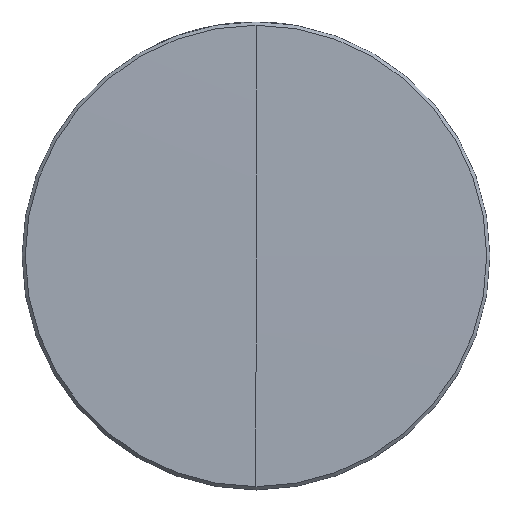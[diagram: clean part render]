
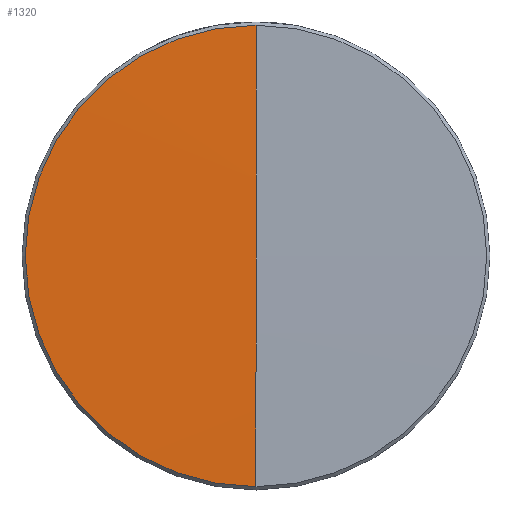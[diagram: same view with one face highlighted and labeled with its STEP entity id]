
A CAD part, top view. The second image highlights one B-rep face of the part: STEP entity #1320.
In plain terms, the highlighted spherical face has radius 1033.6 mm.
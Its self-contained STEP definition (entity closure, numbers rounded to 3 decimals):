
#23 = CARTESIAN_POINT ( 'NONE',  ( 0., 0., -1032.56 ) ) ;
#56 = SPHERICAL_SURFACE ( 'NONE', #1801, 1033.6 ) ;
#96 = ORIENTED_EDGE ( 'NONE', *, *, #535, .T. ) ;
#280 = CIRCLE ( 'NONE', #399, 1033.6 ) ;
#345 = DIRECTION ( 'NONE',  ( 1., 0., 0. ) ) ;
#399 = AXIS2_PLACEMENT_3D ( 'NONE', #2092, #911, #1887 ) ;
#400 = VERTEX_POINT ( 'NONE', #1025 ) ;
#429 = CIRCLE ( 'NONE', #488, 1033.6 ) ;
#488 = AXIS2_PLACEMENT_3D ( 'NONE', #23, #345, #1153 ) ;
#503 = FACE_OUTER_BOUND ( 'NONE', #1652, .T. ) ;
#504 = DIRECTION ( 'NONE',  ( 0., 0., 1. ) ) ;
#520 = VERTEX_POINT ( 'NONE', #1523 ) ;
#535 = EDGE_CURVE ( 'NONE', #520, #868, #280, .T. ) ;
#564 = ORIENTED_EDGE ( 'NONE', *, *, #1605, .F. ) ;
#799 = DIRECTION ( 'NONE',  ( 0., 1., 0. ) ) ;
#864 = CIRCLE ( 'NONE', #1262, 12.523 ) ;
#868 = VERTEX_POINT ( 'NONE', #1611 ) ;
#911 = DIRECTION ( 'NONE',  ( -1., 0., 0. ) ) ;
#1025 = CARTESIAN_POINT ( 'NONE',  ( 0., 12.523, 0.964 ) ) ;
#1143 = DIRECTION ( 'NONE',  ( 0., -1., 0. ) ) ;
#1149 = CARTESIAN_POINT ( 'NONE',  ( 0., 0., 0.964 ) ) ;
#1153 = DIRECTION ( 'NONE',  ( 0., 0., -1. ) ) ;
#1256 = CARTESIAN_POINT ( 'NONE',  ( 0., 0., -1032.56 ) ) ;
#1262 = AXIS2_PLACEMENT_3D ( 'NONE', #1149, #504, #1143 ) ;
#1320 = ADVANCED_FACE ( 'NONE', ( #503 ), #56, .T. ) ;
#1523 = CARTESIAN_POINT ( 'NONE',  ( 0., -12.523, 0.964 ) ) ;
#1605 = EDGE_CURVE ( 'NONE', #400, #868, #429, .T. ) ;
#1611 = CARTESIAN_POINT ( 'NONE',  ( 0., 0., 1.04 ) ) ;
#1652 = EDGE_LOOP ( 'NONE', ( #1678, #96, #564 ) ) ;
#1678 = ORIENTED_EDGE ( 'NONE', *, *, #2097, .T. ) ;
#1801 = AXIS2_PLACEMENT_3D ( 'NONE', #1256, #2105, #799 ) ;
#1887 = DIRECTION ( 'NONE',  ( 0., -1., 0. ) ) ;
#2092 = CARTESIAN_POINT ( 'NONE',  ( 0., 0., -1032.56 ) ) ;
#2097 = EDGE_CURVE ( 'NONE', #400, #520, #864, .T. ) ;
#2105 = DIRECTION ( 'NONE',  ( -1., 0., 0. ) ) ;
